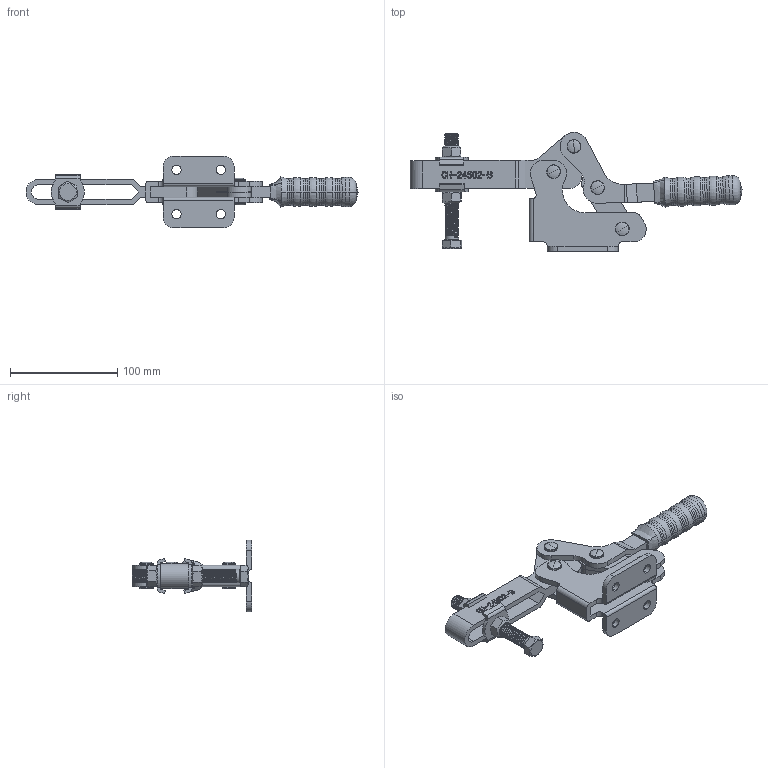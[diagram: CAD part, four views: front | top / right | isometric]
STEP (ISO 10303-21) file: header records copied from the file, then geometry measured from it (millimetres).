
FILE_DESCRIPTION (( 'STEP AP203' ), '1' );
FILE_NAME ('CH-24502-B.STEP', '2010-06-05T08:20:11', ( '·L?¥Î?' ), ( '·L?¤¤?' ), 'SwSTEP 2.0', 'SolidWorks 2005179', '' );
FILE_SCHEMA (( 'CONFIG_CONTROL_DESIGN' ));
Length unit declared in the file: millimetre
Products named in the file (11): CH-24502-B-01_??; CH-24502-B-05_??; FW120_??; M12_??; CH-24502-B; 101-J-06_??; CH-24502-B-03_??; CH-24502-B-04_??; CH-24502-B-02_??; CH-24502-B-06_??; CH-SA-121017_??
Assembly tree (17 placements, depth 2):
  CH-24502-B
    FW120_??  x2
    CH-24502-B-06_??
    CH-24502-B-05_??  x4
    101-J-06_??  x2
    CH-SA-121017_??
    M12_??  x2
    CH-24502-B-02_??
    CH-24502-B-01_??
    CH-24502-B-03_??
    CH-24502-B-04_??  x2
Bounding box: 309.62 x 111.05 x 67 mm (x, y, z)
Volume: 221069.1 mm3; surface area: 106044.4 mm2
Topology: 17 solids, 17 shells, 908 faces, 2413 edges, 1564 vertices
Faces by surface type: plane 313, cylinder 264, bspline 204, torus 68, cone 59
Entity records: 50086 total; most frequent: CARTESIAN_POINT 30983, ORIENTED_EDGE 4176, DIRECTION 2964, EDGE_CURVE 2088, VERTEX_POINT 1369, LINE 1096, VECTOR 1096, AXIS2_PLACEMENT_3D 934
